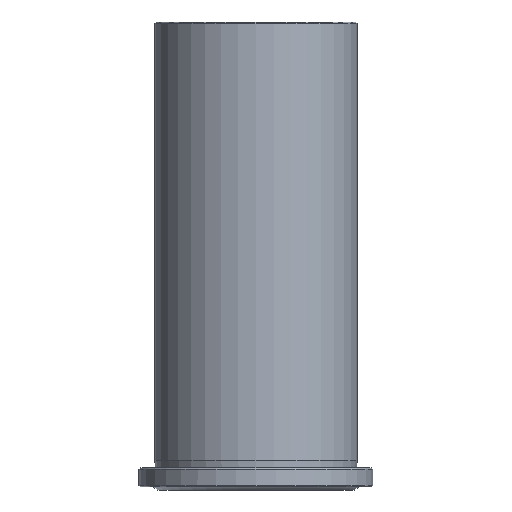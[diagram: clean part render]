
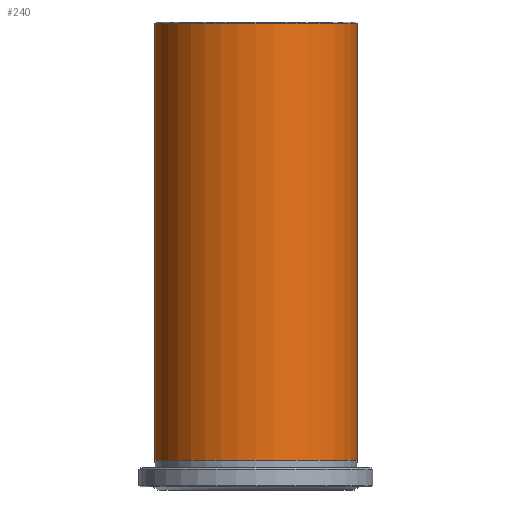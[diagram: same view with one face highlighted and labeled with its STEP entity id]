
A CAD part, left-side view. The second image highlights one B-rep face of the part: STEP entity #240.
In plain terms, the highlighted cylindrical face has radius 16 mm (diameter 32 mm), a partial arc.
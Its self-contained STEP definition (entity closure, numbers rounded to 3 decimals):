
#150=VERTEX_POINT('NONE',#384);
#200=EDGE_CURVE('NONE',#282,#334,#440,.T.);
#202=EDGE_CURVE('NONE',#150,#208,#442,.T.);
#208=VERTEX_POINT('NONE',#449);
#240=ADVANCED_FACE('NONE',(#484),#485,.T.);
#280=EDGE_CURVE('NONE',#208,#334,#529,.T.);
#282=VERTEX_POINT('NONE',#531);
#312=EDGE_CURVE('NONE',#150,#282,#569,.T.);
#334=VERTEX_POINT('NONE',#595);
#384=CARTESIAN_POINT('',(0.0,-16.0,73.8));
#440=LINE('',#715,#716);
#442=LINE('',#719,#720);
#449=CARTESIAN_POINT('',(0.,-16.0,4.697));
#484=FACE_OUTER_BOUND('',#773,.T.);
#485=CYLINDRICAL_SURFACE('',#774,16.0);
#529=CIRCLE('',#833,16.0);
#531=CARTESIAN_POINT('',(0.,16.0,73.8));
#569=CIRCLE('',#879,16.0);
#595=CARTESIAN_POINT('',(0.0,16.0,4.697));
#715=CARTESIAN_POINT('',(0.,16.0,-12.958));
#716=VECTOR('',#1023,1000.0);
#719=CARTESIAN_POINT('',(0.0,-16.0,-12.958));
#720=VECTOR('',#1024,1000.0);
#773=EDGE_LOOP('',(#1071,#1072,#1073,#1074));
#774=AXIS2_PLACEMENT_3D('',#1075,#1076,#1077);
#833=AXIS2_PLACEMENT_3D('',#1142,#1143,#1144);
#879=AXIS2_PLACEMENT_3D('',#1195,#1196,#1197);
#1023=DIRECTION('',(0.0,0.0,-1.0));
#1024=DIRECTION('',(0.0,0.0,-1.0));
#1071=ORIENTED_EDGE('',*,*,#312,.T.);
#1072=ORIENTED_EDGE('',*,*,#200,.T.);
#1073=ORIENTED_EDGE('',*,*,#280,.F.);
#1074=ORIENTED_EDGE('',*,*,#202,.F.);
#1075=CARTESIAN_POINT('',(0.0,0.0,-12.958));
#1076=DIRECTION('',(0.0,-0.0,-1.0));
#1077=DIRECTION('',(0.0,-1.0,0.0));
#1142=CARTESIAN_POINT('',(0.0,0.0,4.697));
#1143=DIRECTION('',(0.0,0.0,-1.0));
#1144=DIRECTION('',(0.0,-1.0,0.0));
#1195=CARTESIAN_POINT('',(0.0,0.0,73.8));
#1196=DIRECTION('',(0.0,0.0,-1.0));
#1197=DIRECTION('',(0.0,1.0,0.0));
